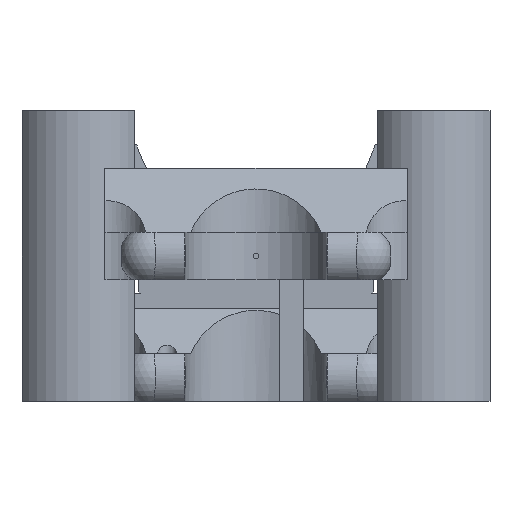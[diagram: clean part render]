
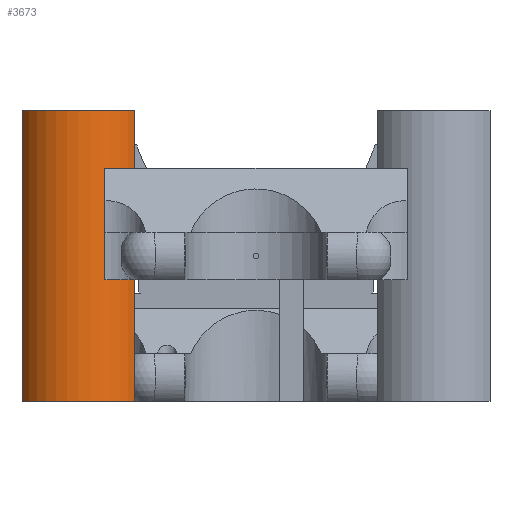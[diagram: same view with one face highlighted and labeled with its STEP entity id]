
A CAD part, front view. The second image highlights one B-rep face of the part: STEP entity #3673.
In plain terms, the highlighted cylindrical face has radius 11 mm (diameter 22 mm), a partial arc.
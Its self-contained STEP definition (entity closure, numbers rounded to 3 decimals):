
#3673 = ADVANCED_FACE('',(#3674),#3710,.T.);
#3674 = FACE_BOUND('',#3675,.F.);
#3675 = EDGE_LOOP('',(#3676,#3687,#3695,#3704));
#3676 = ORIENTED_EDGE('',*,*,#3677,.F.);
#3677 = EDGE_CURVE('',#3678,#3680,#3682,.T.);
#3678 = VERTEX_POINT('',#3679);
#3679 = CARTESIAN_POINT('',(-39.5,64.455,-24.5));
#3680 = VERTEX_POINT('',#3681);
#3681 = CARTESIAN_POINT('',(-20.5,64.455,-24.5));
#3682 = CIRCLE('',#3683,11.);
#3683 = AXIS2_PLACEMENT_3D('',#3684,#3685,#3686);
#3684 = CARTESIAN_POINT('',(-30.,70.,-24.5));
#3685 = DIRECTION('',(0.,0.,1.));
#3686 = DIRECTION('',(1.,0.,0.));
#3687 = ORIENTED_EDGE('',*,*,#3688,.F.);
#3688 = EDGE_CURVE('',#3689,#3678,#3691,.T.);
#3689 = VERTEX_POINT('',#3690);
#3690 = CARTESIAN_POINT('',(-39.5,64.455,24.5));
#3691 = LINE('',#3692,#3693);
#3692 = CARTESIAN_POINT('',(-39.5,64.455,-24.5));
#3693 = VECTOR('',#3694,1.);
#3694 = DIRECTION('',(-0.,-0.,-1.));
#3695 = ORIENTED_EDGE('',*,*,#3696,.T.);
#3696 = EDGE_CURVE('',#3689,#3697,#3699,.T.);
#3697 = VERTEX_POINT('',#3698);
#3698 = CARTESIAN_POINT('',(-20.5,64.455,24.5));
#3699 = CIRCLE('',#3700,11.);
#3700 = AXIS2_PLACEMENT_3D('',#3701,#3702,#3703);
#3701 = CARTESIAN_POINT('',(-30.,70.,24.5));
#3702 = DIRECTION('',(0.,0.,1.));
#3703 = DIRECTION('',(1.,0.,0.));
#3704 = ORIENTED_EDGE('',*,*,#3705,.T.);
#3705 = EDGE_CURVE('',#3697,#3680,#3706,.T.);
#3706 = LINE('',#3707,#3708);
#3707 = CARTESIAN_POINT('',(-20.5,64.455,-24.5));
#3708 = VECTOR('',#3709,1.);
#3709 = DIRECTION('',(-0.,-0.,-1.));
#3710 = CYLINDRICAL_SURFACE('',#3711,11.);
#3711 = AXIS2_PLACEMENT_3D('',#3712,#3713,#3714);
#3712 = CARTESIAN_POINT('',(-30.,70.,-24.5));
#3713 = DIRECTION('',(-0.,-0.,-1.));
#3714 = DIRECTION('',(1.,0.,0.));
